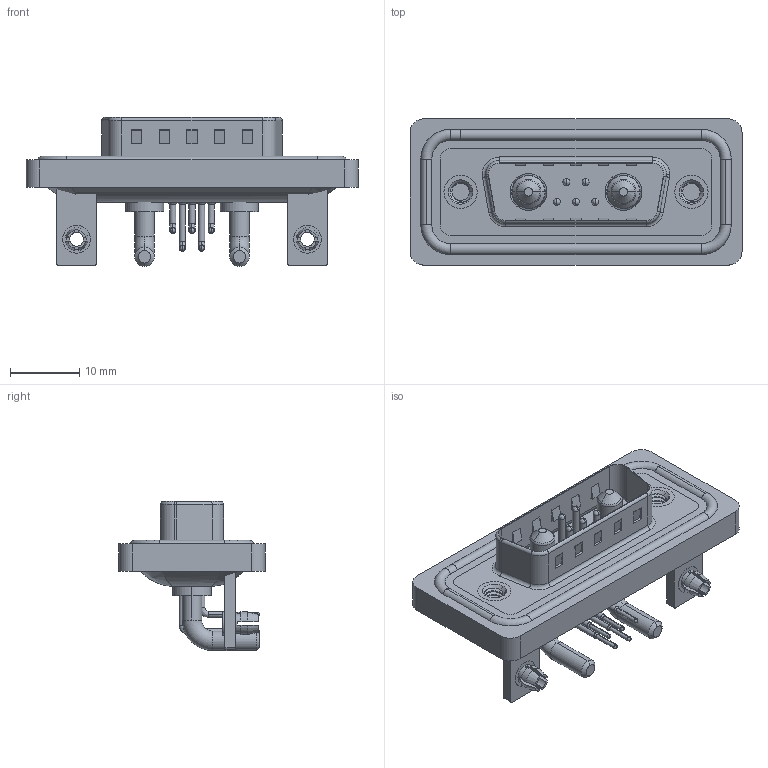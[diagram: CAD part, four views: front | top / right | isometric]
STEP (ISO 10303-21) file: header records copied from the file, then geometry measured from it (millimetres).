
FILE_DESCRIPTION (( 'STEP AP203' ), '1' );
FILE_NAME ('629W7W2-240-2NB.STEP', '2024-04-11T13:52:46', ( '' ), ( '' ), 'SwSTEP 2.0', 'SolidWorks 2023', '' );
FILE_SCHEMA (( 'CONFIG_CONTROL_DESIGN' ));
Length unit declared in the file: millimetre
Products named in the file (11): 629Combo Shell Front_15 Contacts; 629Combo Waterproof Housing_15 Contacts; 629Combo Contact Row 2; 629W7W2-240-2NB; Power Pin_20A RA; 629Combo Board Lock; 629Combo Threaded Rivet_B; 629Combo Contact Row 1; 629Combo Shell Rear_15 Contacts; 629Combo Housing_7W2; 629Combo Stabilizer Bracket
Assembly tree (17 placements, depth 2):
  629W7W2-240-2NB
    629Combo Housing_7W2
    629Combo Shell Rear_15 Contacts
    629Combo Shell Front_15 Contacts
    629Combo Waterproof Housing_15 Contacts
    629Combo Threaded Rivet_B  x2
    629Combo Stabilizer Bracket  x2
    629Combo Board Lock  x2
    Power Pin_20A RA  x2
    629Combo Contact Row 1  x2
    629Combo Contact Row 2  x3
Bounding box: 47.9 x 21.1 x 21.5 mm (x, y, z)
Volume: 5988.5 mm3; surface area: 9939.2 mm2
Topology: 20 solids, 20 shells, 1213 faces, 3211 edges, 2061 vertices
Faces by surface type: plane 585, cylinder 456, torus 72, cone 58, bspline 42
Entity records: 26855 total; most frequent: CARTESIAN_POINT 6144, DIRECTION 4201, ORIENTED_EDGE 3972, EDGE_CURVE 1986, AXIS2_PLACEMENT_3D 1515, VERTEX_POINT 1276, LINE 1171, VECTOR 1171
